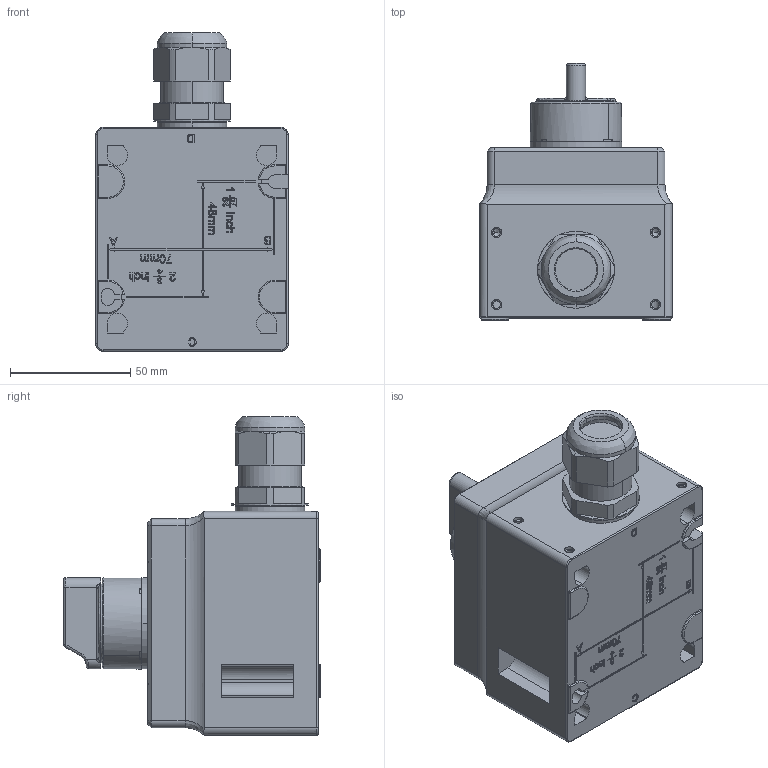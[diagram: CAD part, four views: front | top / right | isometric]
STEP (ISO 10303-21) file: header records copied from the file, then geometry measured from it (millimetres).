
FILE_DESCRIPTION (( 'STEP AP203' ), '1' );
FILE_NAME ('8040_1180X-26M01XA05.STEP', '2015-07-28T12:36:30', ( '' ), ( '' ), 'SwSTEP 2.0', 'SolidWorks 2015', '' );
FILE_SCHEMA (( 'CONFIG_CONTROL_DESIGN' ));
Products named in the file (1): 8040_1180X-26M01XA05
Bounding box: 80 x 106.8 x 132.31 mm (x, y, z)
Volume: 536425 mm3; surface area: 56427.6 mm2
Topology: 1 solids, 1 shells, 1449 faces, 3931 edges, 2537 vertices
Faces by surface type: plane 714, bspline 317, cylinder 224, cone 150, torus 26, sphere 18
Entity records: 59212 total; most frequent: CARTESIAN_POINT 24740, ORIENTED_EDGE 7802, DIRECTION 6163, EDGE_CURVE 3901, VERTEX_POINT 2537, VECTOR 2329, LINE 2329, AXIS2_PLACEMENT_3D 1917
